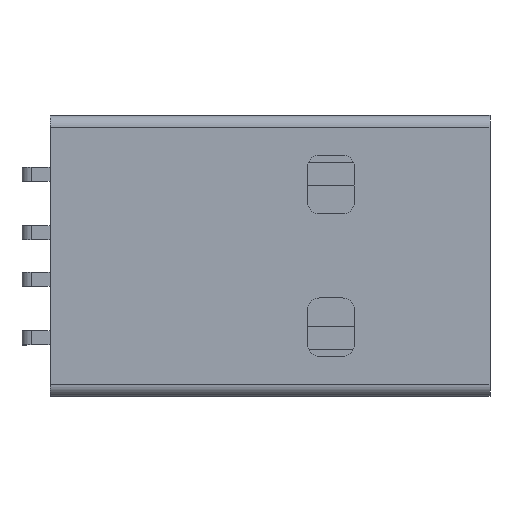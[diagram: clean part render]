
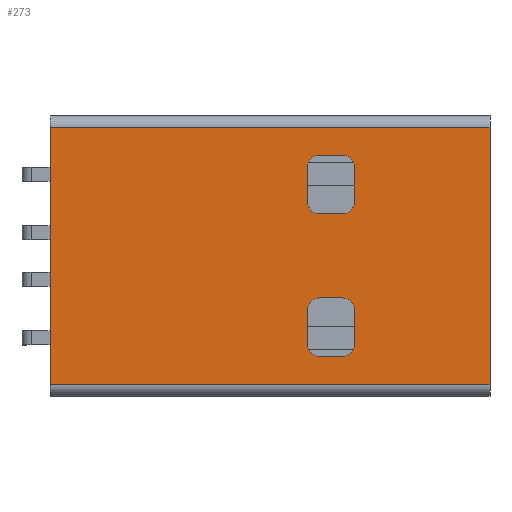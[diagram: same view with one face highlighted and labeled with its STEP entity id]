
A CAD part, top view. The second image highlights one B-rep face of the part: STEP entity #273.
In plain terms, the highlighted planar face has unit normal (0, 0, 1).
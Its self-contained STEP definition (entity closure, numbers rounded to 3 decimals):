
#273 = ADVANCED_FACE( '', ( #578, #579, #580 ), #581, .F. );
#578 = FACE_BOUND( '', #913, .T. );
#579 = FACE_OUTER_BOUND( '', #914, .T. );
#580 = FACE_BOUND( '', #915, .T. );
#581 = PLANE( '', #916 );
#913 = EDGE_LOOP( '', ( #1680, #1681, #1682, #1683, #1684, #1685, #1686, #1687 ) );
#914 = EDGE_LOOP( '', ( #1688, #1689, #1690, #1691 ) );
#915 = EDGE_LOOP( '', ( #1692, #1693, #1694, #1695, #1696, #1697, #1698, #1699 ) );
#916 = AXIS2_PLACEMENT_3D( '', #1700, #1701, #1702 );
#1680 = ORIENTED_EDGE( '', *, *, #2232, .T. );
#1681 = ORIENTED_EDGE( '', *, *, #2028, .T. );
#1682 = ORIENTED_EDGE( '', *, *, #2338, .T. );
#1683 = ORIENTED_EDGE( '', *, *, #2339, .T. );
#1684 = ORIENTED_EDGE( '', *, *, #2196, .T. );
#1685 = ORIENTED_EDGE( '', *, *, #2286, .T. );
#1686 = ORIENTED_EDGE( '', *, *, #2340, .T. );
#1687 = ORIENTED_EDGE( '', *, *, #2102, .T. );
#1688 = ORIENTED_EDGE( '', *, *, #2341, .T. );
#1689 = ORIENTED_EDGE( '', *, *, #2342, .T. );
#1690 = ORIENTED_EDGE( '', *, *, #2317, .F. );
#1691 = ORIENTED_EDGE( '', *, *, #2311, .T. );
#1692 = ORIENTED_EDGE( '', *, *, #2141, .T. );
#1693 = ORIENTED_EDGE( '', *, *, #2072, .T. );
#1694 = ORIENTED_EDGE( '', *, *, #2333, .T. );
#1695 = ORIENTED_EDGE( '', *, *, #2013, .T. );
#1696 = ORIENTED_EDGE( '', *, *, #2076, .T. );
#1697 = ORIENTED_EDGE( '', *, *, #2056, .T. );
#1698 = ORIENTED_EDGE( '', *, *, #2215, .T. );
#1699 = ORIENTED_EDGE( '', *, *, #2343, .T. );
#1700 = CARTESIAN_POINT( '', ( 0., 0., 3.25 ) );
#1701 = DIRECTION( '', ( 0., 0., -1. ) );
#1702 = DIRECTION( '', ( -1., 0., 0. ) );
#2013 = EDGE_CURVE( '', #2406, #2404, #2407, .T. );
#2028 = EDGE_CURVE( '', #2433, #2431, #2434, .T. );
#2056 = EDGE_CURVE( '', #2483, #2481, #2484, .T. );
#2072 = EDGE_CURVE( '', #2511, #2509, #2512, .T. );
#2076 = EDGE_CURVE( '', #2404, #2483, #2517, .T. );
#2102 = EDGE_CURVE( '', #2561, #2559, #2562, .T. );
#2141 = EDGE_CURVE( '', #2626, #2511, #2627, .T. );
#2196 = EDGE_CURVE( '', #2717, #2715, #2718, .T. );
#2215 = EDGE_CURVE( '', #2481, #2748, #2750, .T. );
#2232 = EDGE_CURVE( '', #2559, #2433, #2773, .T. );
#2286 = EDGE_CURVE( '', #2715, #2845, #2847, .T. );
#2311 = EDGE_CURVE( '', #2879, #2877, #2880, .F. );
#2317 = EDGE_CURVE( '', #2879, #2886, #2887, .T. );
#2333 = EDGE_CURVE( '', #2509, #2406, #2908, .T. );
#2338 = EDGE_CURVE( '', #2431, #2913, #2914, .T. );
#2339 = EDGE_CURVE( '', #2913, #2717, #2915, .T. );
#2340 = EDGE_CURVE( '', #2845, #2561, #2916, .T. );
#2341 = EDGE_CURVE( '', #2877, #2917, #2918, .T. );
#2342 = EDGE_CURVE( '', #2917, #2886, #2919, .F. );
#2343 = EDGE_CURVE( '', #2748, #2626, #2920, .T. );
#2404 = VERTEX_POINT( '', #2987 );
#2406 = VERTEX_POINT( '', #2990 );
#2407 = CIRCLE( '', #2991, 0.5 );
#2431 = VERTEX_POINT( '', #3024 );
#2433 = VERTEX_POINT( '', #3027 );
#2434 = LINE( '', #3028, #3029 );
#2481 = VERTEX_POINT( '', #3091 );
#2483 = VERTEX_POINT( '', #3094 );
#2484 = CIRCLE( '', #3095, 0.5 );
#2509 = VERTEX_POINT( '', #3126 );
#2511 = VERTEX_POINT( '', #3129 );
#2512 = CIRCLE( '', #3130, 0.5 );
#2517 = LINE( '', #3136, #3137 );
#2559 = VERTEX_POINT( '', #3195 );
#2561 = VERTEX_POINT( '', #3198 );
#2562 = LINE( '', #3199, #3200 );
#2626 = VERTEX_POINT( '', #3288 );
#2627 = LINE( '', #3289, #3290 );
#2715 = VERTEX_POINT( '', #3417 );
#2717 = VERTEX_POINT( '', #3420 );
#2718 = CIRCLE( '', #3421, 0.5 );
#2748 = VERTEX_POINT( '', #3461 );
#2750 = LINE( '', #3464, #3465 );
#2773 = CIRCLE( '', #3498, 0.5 );
#2845 = VERTEX_POINT( '', #3604 );
#2847 = LINE( '', #3607, #3608 );
#2877 = VERTEX_POINT( '', #3653 );
#2879 = VERTEX_POINT( '', #3655 );
#2880 = LINE( '', #3656, #3657 );
#2886 = VERTEX_POINT( '', #3666 );
#2887 = LINE( '', #3667, #3668 );
#2908 = LINE( '', #3695, #3696 );
#2913 = VERTEX_POINT( '', #3702 );
#2914 = CIRCLE( '', #3703, 0.5 );
#2915 = LINE( '', #3704, #3705 );
#2916 = CIRCLE( '', #3706, 0.5 );
#2917 = VERTEX_POINT( '', #3707 );
#2918 = LINE( '', #3708, #3709 );
#2919 = LINE( '', #3710, #3711 );
#2920 = CIRCLE( '', #3712, 0.5 );
#2987 = CARTESIAN_POINT( '', ( 11.8, -2.3, 3.25 ) );
#2990 = CARTESIAN_POINT( '', ( 11.3, -1.8, 3.25 ) );
#2991 = AXIS2_PLACEMENT_3D( '', #3795, #3796, #3797 );
#3024 = CARTESIAN_POINT( '', ( 9.8, 3.8, 3.25 ) );
#3027 = CARTESIAN_POINT( '', ( 9.8, 2.3, 3.25 ) );
#3028 = CARTESIAN_POINT( '', ( 9.8, 2.3, 3.25 ) );
#3029 = VECTOR( '', #3811, 1000. );
#3091 = CARTESIAN_POINT( '', ( 11.3, -4.3, 3.25 ) );
#3094 = CARTESIAN_POINT( '', ( 11.8, -3.8, 3.25 ) );
#3095 = AXIS2_PLACEMENT_3D( '', #3846, #3847, #3848 );
#3126 = CARTESIAN_POINT( '', ( 10.3, -1.8, 3.25 ) );
#3129 = CARTESIAN_POINT( '', ( 9.8, -2.3, 3.25 ) );
#3130 = AXIS2_PLACEMENT_3D( '', #3871, #3872, #3873 );
#3136 = CARTESIAN_POINT( '', ( 11.8, -3.8, 3.25 ) );
#3137 = VECTOR( '', #3878, 1000. );
#3195 = CARTESIAN_POINT( '', ( 10.3, 1.8, 3.25 ) );
#3198 = CARTESIAN_POINT( '', ( 11.3, 1.8, 3.25 ) );
#3199 = CARTESIAN_POINT( '', ( 11.3, 1.8, 3.25 ) );
#3200 = VECTOR( '', #3905, 1000. );
#3288 = CARTESIAN_POINT( '', ( 9.8, -3.8, 3.25 ) );
#3289 = CARTESIAN_POINT( '', ( 9.8, -3.8, 3.25 ) );
#3290 = VECTOR( '', #3948, 1000. );
#3417 = CARTESIAN_POINT( '', ( 11.8, 3.8, 3.25 ) );
#3420 = CARTESIAN_POINT( '', ( 11.3, 4.3, 3.25 ) );
#3421 = AXIS2_PLACEMENT_3D( '', #4001, #4002, #4003 );
#3461 = CARTESIAN_POINT( '', ( 10.3, -4.3, 3.25 ) );
#3464 = CARTESIAN_POINT( '', ( 11.3, -4.3, 3.25 ) );
#3465 = VECTOR( '', #4024, 1000. );
#3498 = AXIS2_PLACEMENT_3D( '', #4038, #4039, #4040 );
#3604 = CARTESIAN_POINT( '', ( 11.8, 2.3, 3.25 ) );
#3607 = CARTESIAN_POINT( '', ( 11.8, 2.3, 3.25 ) );
#3608 = VECTOR( '', #4091, 1000. );
#3653 = CARTESIAN_POINT( '', ( 17.6, -5.5, 3.25 ) );
#3655 = CARTESIAN_POINT( '', ( -1.2, -5.5, 3.25 ) );
#3656 = CARTESIAN_POINT( '', ( 17.6, -5.5, 3.25 ) );
#3657 = VECTOR( '', #4110, 1000. );
#3666 = CARTESIAN_POINT( '', ( -1.2, 5.5, 3.25 ) );
#3667 = CARTESIAN_POINT( '', ( -1.2, 6., 3.25 ) );
#3668 = VECTOR( '', #4117, 1000. );
#3695 = CARTESIAN_POINT( '', ( 11.3, -1.8, 3.25 ) );
#3696 = VECTOR( '', #4139, 1000. );
#3702 = CARTESIAN_POINT( '', ( 10.3, 4.3, 3.25 ) );
#3703 = AXIS2_PLACEMENT_3D( '', #4144, #4145, #4146 );
#3704 = CARTESIAN_POINT( '', ( 11.3, 4.3, 3.25 ) );
#3705 = VECTOR( '', #4147, 1000. );
#3706 = AXIS2_PLACEMENT_3D( '', #4148, #4149, #4150 );
#3707 = CARTESIAN_POINT( '', ( 17.6, 5.5, 3.25 ) );
#3708 = CARTESIAN_POINT( '', ( 17.6, 6., 3.25 ) );
#3709 = VECTOR( '', #4151, 1000. );
#3710 = CARTESIAN_POINT( '', ( -1.2, 5.5, 3.25 ) );
#3711 = VECTOR( '', #4152, 1000. );
#3712 = AXIS2_PLACEMENT_3D( '', #4153, #4154, #4155 );
#3795 = CARTESIAN_POINT( '', ( 11.3, -2.3, 3.25 ) );
#3796 = DIRECTION( '', ( 0., 0., -1. ) );
#3797 = DIRECTION( '', ( -1., 0., 0. ) );
#3811 = DIRECTION( '', ( 0., 1., 0. ) );
#3846 = CARTESIAN_POINT( '', ( 11.3, -3.8, 3.25 ) );
#3847 = DIRECTION( '', ( 0., 0., -1. ) );
#3848 = DIRECTION( '', ( -1., 0., 0. ) );
#3871 = CARTESIAN_POINT( '', ( 10.3, -2.3, 3.25 ) );
#3872 = DIRECTION( '', ( 0., 0., -1. ) );
#3873 = DIRECTION( '', ( 1., 0., 0. ) );
#3878 = DIRECTION( '', ( 0., -1., 0. ) );
#3905 = DIRECTION( '', ( -1., 0., 0. ) );
#3948 = DIRECTION( '', ( 0., 1., 0. ) );
#4001 = CARTESIAN_POINT( '', ( 11.3, 3.8, 3.25 ) );
#4002 = DIRECTION( '', ( 0., 0., -1. ) );
#4003 = DIRECTION( '', ( -1., 0., 0. ) );
#4024 = DIRECTION( '', ( -1., 0., 0. ) );
#4038 = CARTESIAN_POINT( '', ( 10.3, 2.3, 3.25 ) );
#4039 = DIRECTION( '', ( 0., 0., -1. ) );
#4040 = DIRECTION( '', ( 1., 0., 0. ) );
#4091 = DIRECTION( '', ( 0., -1., 0. ) );
#4110 = DIRECTION( '', ( -1., 0., 0. ) );
#4117 = DIRECTION( '', ( 0., 1., 0. ) );
#4139 = DIRECTION( '', ( 1., 0., 0. ) );
#4144 = CARTESIAN_POINT( '', ( 10.3, 3.8, 3.25 ) );
#4145 = DIRECTION( '', ( 0., 0., -1. ) );
#4146 = DIRECTION( '', ( 1., 0., 0. ) );
#4147 = DIRECTION( '', ( 1., 0., 0. ) );
#4148 = CARTESIAN_POINT( '', ( 11.3, 2.3, 3.25 ) );
#4149 = DIRECTION( '', ( 0., 0., -1. ) );
#4150 = DIRECTION( '', ( 1., 0., 0. ) );
#4151 = DIRECTION( '', ( 0., 1., 0. ) );
#4152 = DIRECTION( '', ( 1., 0., 0. ) );
#4153 = CARTESIAN_POINT( '', ( 10.3, -3.8, 3.25 ) );
#4154 = DIRECTION( '', ( 0., 0., -1. ) );
#4155 = DIRECTION( '', ( 1., 0., 0. ) );
